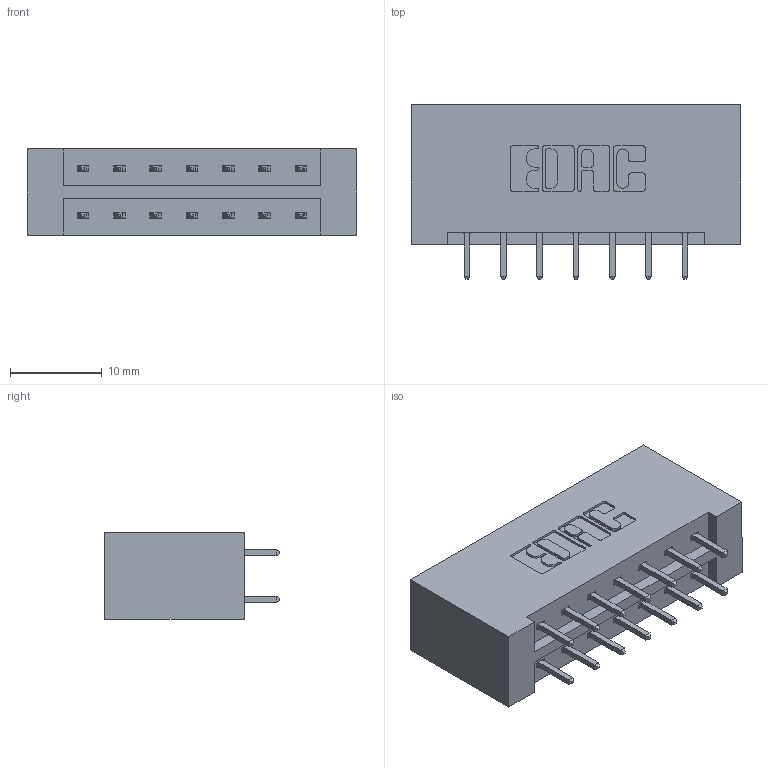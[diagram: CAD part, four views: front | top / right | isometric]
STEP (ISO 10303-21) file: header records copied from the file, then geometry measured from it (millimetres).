
FILE_DESCRIPTION (( 'STEP AP203' ), '1' );
FILE_NAME ('333-014-521-201.STEP', '2018-08-01T01:59:58', ( '' ), ( '' ), 'SwSTEP 2.0', 'SolidWorks 2016', '' );
FILE_SCHEMA (( 'CONFIG_CONTROL_DESIGN' ));
Length unit declared in the file: inch
Products named in the file (3): 333 Part_Lugless; 345-292-001_345-293-121; 333-014-521-201
Assembly tree (15 placements, depth 2):
  333-014-521-201
    333 Part_Lugless
    345-292-001_345-293-121  x14
Bounding box: 35.99 x 19.06 x 9.4 mm (x, y, z)
Volume: 3973.8 mm3; surface area: 4306 mm2
Topology: 15 solids, 15 shells, 834 faces, 2457 edges, 1618 vertices
Faces by surface type: plane 570, cylinder 264
Entity records: 8771 total; most frequent: CARTESIAN_POINT 1494, ORIENTED_EDGE 1430, DIRECTION 1331, EDGE_CURVE 715, LINE 595, VECTOR 595, VERTEX_POINT 474, AXIS2_PLACEMENT_3D 368
